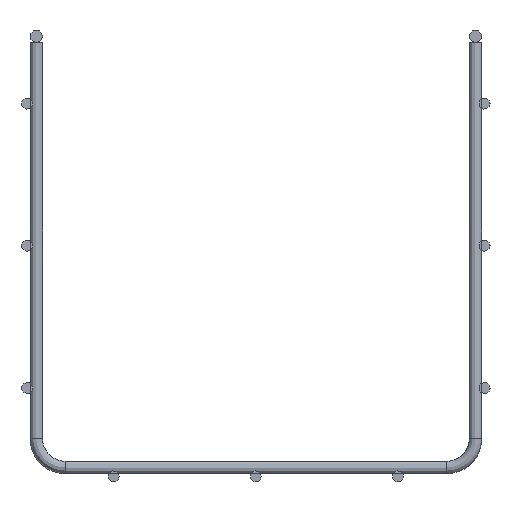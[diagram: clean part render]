
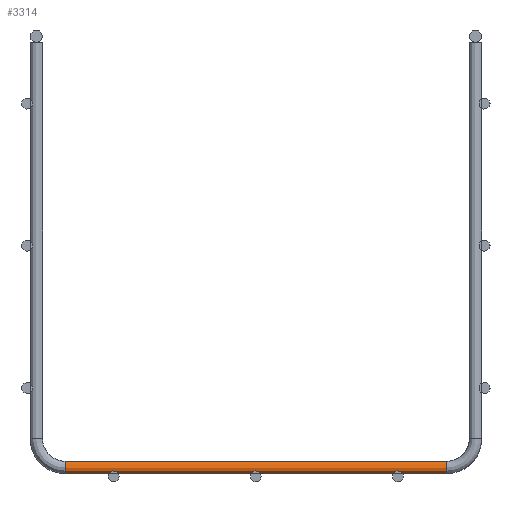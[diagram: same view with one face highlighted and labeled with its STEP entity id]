
A CAD part, left-side view. The second image highlights one B-rep face of the part: STEP entity #3314.
In plain terms, the highlighted cylindrical face has radius 2.2 mm (diameter 4.4 mm), a full revolution.
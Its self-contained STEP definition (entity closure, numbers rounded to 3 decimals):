
#282=FACE_OUTER_BOUND('',#532,.T.);
#532=EDGE_LOOP('',(#2260,#2261,#2262,#2263,#2264,#2265));
#757=LINE('',#5722,#861);
#861=VECTOR('',#4368,2.2);
#981=CIRCLE('',#3636,2.2);
#982=CIRCLE('',#3637,2.2);
#983=CIRCLE('',#3639,2.2);
#984=CIRCLE('',#3640,2.2);
#1374=VERTEX_POINT('',#5715);
#1375=VERTEX_POINT('',#5717);
#1376=VERTEX_POINT('',#5721);
#1377=VERTEX_POINT('',#5723);
#1720=EDGE_CURVE('',#1374,#1375,#981,.T.);
#1721=EDGE_CURVE('',#1375,#1374,#982,.T.);
#1722=EDGE_CURVE('',#1375,#1376,#757,.T.);
#1723=EDGE_CURVE('',#1376,#1377,#983,.T.);
#1724=EDGE_CURVE('',#1377,#1376,#984,.T.);
#2260=ORIENTED_EDGE('',*,*,#1721,.F.);
#2261=ORIENTED_EDGE('',*,*,#1722,.T.);
#2262=ORIENTED_EDGE('',*,*,#1723,.T.);
#2263=ORIENTED_EDGE('',*,*,#1724,.T.);
#2264=ORIENTED_EDGE('',*,*,#1722,.F.);
#2265=ORIENTED_EDGE('',*,*,#1720,.F.);
#3185=CYLINDRICAL_SURFACE('',#3638,2.2);
#3314=ADVANCED_FACE('',(#282),#3185,.T.);
#3636=AXIS2_PLACEMENT_3D('',#5718,#4362,#4363);
#3637=AXIS2_PLACEMENT_3D('',#5719,#4364,#4365);
#3638=AXIS2_PLACEMENT_3D('',#5720,#4366,#4367);
#3639=AXIS2_PLACEMENT_3D('',#5724,#4369,#4370);
#3640=AXIS2_PLACEMENT_3D('',#5725,#4371,#4372);
#4362=DIRECTION('center_axis',(0.,1.,0.));
#4363=DIRECTION('ref_axis',(-1.,0.,0.));
#4364=DIRECTION('center_axis',(0.,1.,0.));
#4365=DIRECTION('ref_axis',(-1.,0.,0.));
#4366=DIRECTION('center_axis',(0.,1.,0.));
#4367=DIRECTION('ref_axis',(-1.,0.,0.));
#4368=DIRECTION('',(0.,-1.,0.));
#4369=DIRECTION('center_axis',(0.,1.,0.));
#4370=DIRECTION('ref_axis',(-1.,0.,0.));
#4371=DIRECTION('center_axis',(0.,1.,0.));
#4372=DIRECTION('ref_axis',(-1.,0.,0.));
#5715=CARTESIAN_POINT('',(29.557,159.857,0.));
#5717=CARTESIAN_POINT('',(31.757,159.857,-2.2));
#5718=CARTESIAN_POINT('Origin',(29.557,159.857,-2.2));
#5719=CARTESIAN_POINT('Origin',(29.557,159.857,-2.2));
#5720=CARTESIAN_POINT('Origin',(29.557,25.857,-2.2));
#5721=CARTESIAN_POINT('',(31.757,25.857,-2.2));
#5722=CARTESIAN_POINT('',(31.757,25.857,-2.2));
#5723=CARTESIAN_POINT('',(29.557,25.857,0.));
#5724=CARTESIAN_POINT('Origin',(29.557,25.857,-2.2));
#5725=CARTESIAN_POINT('Origin',(29.557,25.857,-2.2));
